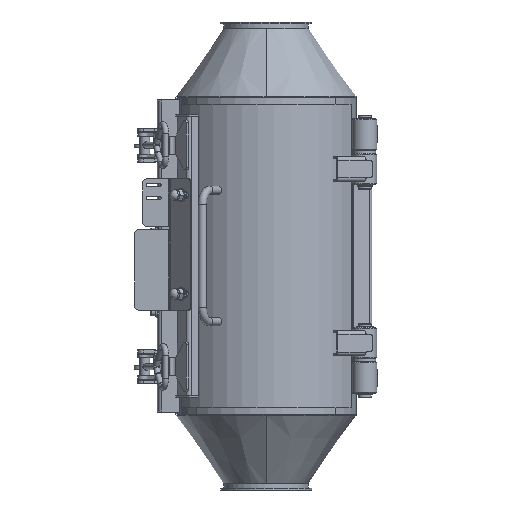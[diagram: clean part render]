
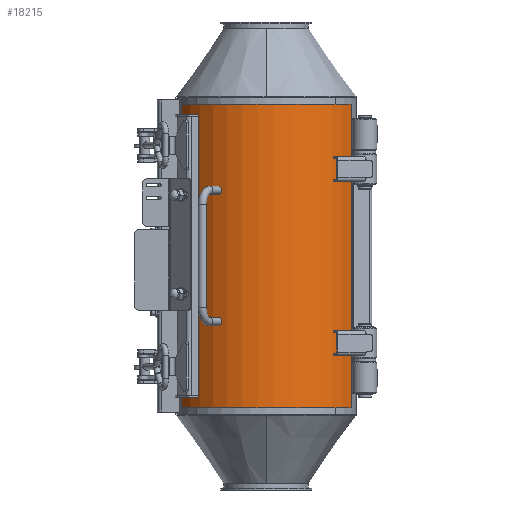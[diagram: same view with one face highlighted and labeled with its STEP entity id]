
A CAD part, front view. The second image highlights one B-rep face of the part: STEP entity #18215.
In plain terms, the highlighted cylindrical face has radius 117 mm (diameter 234 mm), a partial arc.
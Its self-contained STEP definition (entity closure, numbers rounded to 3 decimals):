
#1074=CIRCLE('',#19655,117.);
#1075=CIRCLE('',#19656,117.);
#1744=CYLINDRICAL_SURFACE('',#19654,117.);
#2342=FACE_OUTER_BOUND('',#3602,.T.);
#3602=EDGE_LOOP('',(#12749,#12750,#12751,#12752));
#5081=LINE('',#28618,#6420);
#5084=LINE('',#28629,#6423);
#6420=VECTOR('',#22567,10.);
#6423=VECTOR('',#22578,10.);
#7843=VERTEX_POINT('',#28611);
#7846=VERTEX_POINT('',#28616);
#7849=VERTEX_POINT('',#28626);
#7850=VERTEX_POINT('',#28628);
#9672=EDGE_CURVE('',#7846,#7843,#5081,.T.);
#9677=EDGE_CURVE('',#7850,#7849,#5084,.T.);
#9679=EDGE_CURVE('',#7849,#7843,#1074,.T.);
#9680=EDGE_CURVE('',#7846,#7850,#1075,.T.);
#12749=ORIENTED_EDGE('',*,*,#9679,.T.);
#12750=ORIENTED_EDGE('',*,*,#9672,.F.);
#12751=ORIENTED_EDGE('',*,*,#9680,.T.);
#12752=ORIENTED_EDGE('',*,*,#9677,.T.);
#18215=ADVANCED_FACE('',(#2342),#1744,.T.);
#19654=AXIS2_PLACEMENT_3D('',#28631,#22580,#22581);
#19655=AXIS2_PLACEMENT_3D('',#28632,#22582,#22583);
#19656=AXIS2_PLACEMENT_3D('',#28633,#22584,#22585);
#22567=DIRECTION('',(0.,0.,1.));
#22578=DIRECTION('',(0.,0.,1.));
#22580=DIRECTION('center_axis',(0.,0.,
1.));
#22581=DIRECTION('ref_axis',(-0.885,-0.466,0.));
#22582=DIRECTION('center_axis',(0.,0.,
-1.));
#22583=DIRECTION('ref_axis',(-0.885,-0.466,0.));
#22584=DIRECTION('center_axis',(0.,0.,
1.));
#22585=DIRECTION('ref_axis',(-0.885,-0.466,0.));
#28611=CARTESIAN_POINT('',(-103.544,-54.477,378.));
#28616=CARTESIAN_POINT('',(-103.544,-54.477,8.));
#28618=CARTESIAN_POINT('',(-103.544,-54.477,8.));
#28626=CARTESIAN_POINT('',(103.544,-54.477,378.));
#28628=CARTESIAN_POINT('',(103.544,-54.477,8.));
#28629=CARTESIAN_POINT('',(103.544,-54.477,8.));
#28631=CARTESIAN_POINT('Origin',(0.,0.,
8.));
#28632=CARTESIAN_POINT('Origin',(0.,0.,
378.));
#28633=CARTESIAN_POINT('Origin',(0.,0.,
8.));
